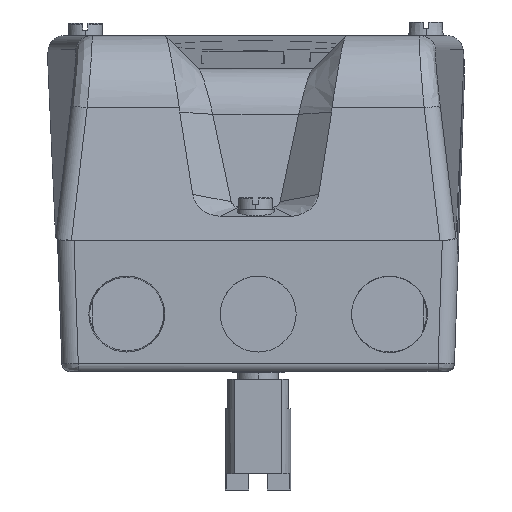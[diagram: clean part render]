
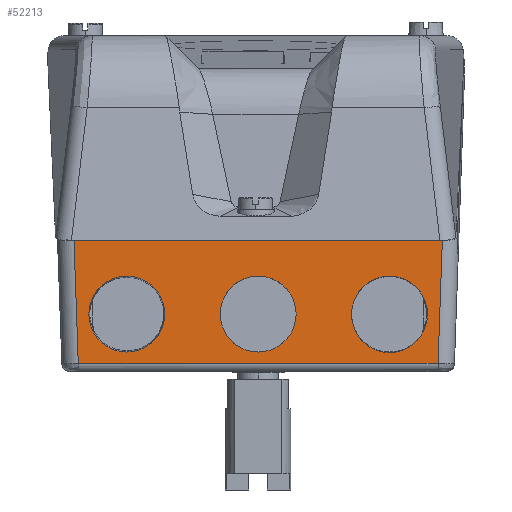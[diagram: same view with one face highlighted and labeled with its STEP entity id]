
A CAD part, front view. The second image highlights one B-rep face of the part: STEP entity #52213.
In plain terms, the highlighted planar face has unit normal (0, -1, 0).
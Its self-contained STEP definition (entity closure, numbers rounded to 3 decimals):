
#619 = EDGE_CURVE ( 'NONE', #8479, #40704, #37023, .T. ) ;
#3002 = DIRECTION ( 'NONE',  ( 0., 0., 1. ) ) ;
#3526 = B_SPLINE_CURVE_WITH_KNOTS ( 'NONE', 3,
 ( #5143, #37734, #48893, #16321 ),
 .UNSPECIFIED., .F., .F.,
 ( 4, 4 ),
 ( 0., 1. ),
 .UNSPECIFIED. ) ;
#3963 = FACE_BOUND ( 'NONE', #69863, .T. ) ;
#5143 = CARTESIAN_POINT ( 'NONE',  ( 22.75, -100., -24.861 ) ) ;
#6098 = CARTESIAN_POINT ( 'NONE',  ( 41.25, -100., -24.801 ) ) ;
#6461 = CARTESIAN_POINT ( 'NONE',  ( 41.25, -100., -24.801 ) ) ;
#6861 =( BOUNDED_CURVE ( )  B_SPLINE_CURVE ( 3, ( #14171, #68852, #9169, #47196 ),
 .UNSPECIFIED., .F., .F. ) 
 B_SPLINE_CURVE_WITH_KNOTS ( ( 4, 4 ),
 ( 4.712, 6.283 ),
 .UNSPECIFIED. ) 
 CURVE ( )  GEOMETRIC_REPRESENTATION_ITEM ( )  RATIONAL_B_SPLINE_CURVE ( ( 1., 0.805, 0.805, 1. ) ) 
 REPRESENTATION_ITEM ( '' )  );
#8479 = VERTEX_POINT ( 'NONE', #22807 ) ;
#8706 = CARTESIAN_POINT ( 'NONE',  ( 0., -100., -33.986 ) ) ;
#9169 = CARTESIAN_POINT ( 'NONE',  ( 26.581, -100., -34.113 ) ) ;
#9557 = VERTEX_POINT ( 'NONE', #60968 ) ;
#11079 = EDGE_CURVE ( 'NONE', #40704, #54327, #17920, .T. ) ;
#11701 = CARTESIAN_POINT ( 'NONE',  ( 22.75, -100., -24.801 ) ) ;
#12983 = ORIENTED_EDGE ( 'NONE', *, *, #54139, .T. ) ;
#13722 = CIRCLE ( 'NONE', #25396, 9.25 ) ;
#14171 = CARTESIAN_POINT ( 'NONE',  ( 22.75, -100., -24.861 ) ) ;
#14650 = CARTESIAN_POINT ( 'NONE',  ( 44.865, -100., -6.741 ) ) ;
#15312 = LINE ( 'NONE', #24489, #42524 ) ;
#16057 = VECTOR ( 'NONE', #51779, 1000. ) ;
#16205 = EDGE_CURVE ( 'NONE', #9557, #54001, #31250, .T. ) ;
#16321 = CARTESIAN_POINT ( 'NONE',  ( 22.75, -100., -24.801 ) ) ;
#16748 = CARTESIAN_POINT ( 'NONE',  ( 41.25, -100., -30.281 ) ) ;
#17054 = ORIENTED_EDGE ( 'NONE', *, *, #62163, .F. ) ;
#17065 = CARTESIAN_POINT ( 'NONE',  ( 41.25, -100., -24.861 ) ) ;
#17901 = DIRECTION ( 'NONE',  ( 0., -1., 0. ) ) ;
#17903 = CARTESIAN_POINT ( 'NONE',  ( 0., -100., -15.486 ) ) ;
#17920 = LINE ( 'NONE', #60741, #59655 ) ;
#18771 = EDGE_LOOP ( 'NONE', ( #21024, #27035 ) ) ;
#20068 = VERTEX_POINT ( 'NONE', #17903 ) ;
#20414 = ORIENTED_EDGE ( 'NONE', *, *, #32522, .F. ) ;
#21024 = ORIENTED_EDGE ( 'NONE', *, *, #67525, .F. ) ;
#21309 = DIRECTION ( 'NONE',  ( 0., -1., 0. ) ) ;
#21595 = VERTEX_POINT ( 'NONE', #26707 ) ;
#22807 = CARTESIAN_POINT ( 'NONE',  ( -44.865, -100., -6.741 ) ) ;
#23446 = EDGE_CURVE ( 'NONE', #54001, #9557, #51114, .T. ) ;
#23743 = CARTESIAN_POINT ( 'NONE',  ( 32., -100., -24.741 ) ) ;
#24191 = AXIS2_PLACEMENT_3D ( 'NONE', #23743, #61835, #29211 ) ;
#24308 = EDGE_LOOP ( 'NONE', ( #49349, #12983, #20414, #57934, #28921 ) ) ;
#24489 = CARTESIAN_POINT ( 'NONE',  ( -45.766, -100., 19.047 ) ) ;
#24735 = EDGE_CURVE ( 'NONE', #38097, #20068, #43318, .T. ) ;
#25174 = B_SPLINE_CURVE_WITH_KNOTS ( 'NONE', 3,
 ( #6098, #38697, #49647, #17065 ),
 .UNSPECIFIED., .F., .F.,
 ( 4, 4 ),
 ( 0., 1. ),
 .UNSPECIFIED. ) ;
#25396 = AXIS2_PLACEMENT_3D ( 'NONE', #59625, #27013, #65097 ) ;
#25477 = EDGE_LOOP ( 'NONE', ( #60937, #50064, #26929, #17054 ) ) ;
#26707 = CARTESIAN_POINT ( 'NONE',  ( 22.75, -100., -24.861 ) ) ;
#26929 = ORIENTED_EDGE ( 'NONE', *, *, #60866, .F. ) ;
#27013 = DIRECTION ( 'NONE',  ( 0., -1., 0. ) ) ;
#27035 = ORIENTED_EDGE ( 'NONE', *, *, #24735, .F. ) ;
#28289 = ORIENTED_EDGE ( 'NONE', *, *, #16205, .F. ) ;
#28397 = CARTESIAN_POINT ( 'NONE',  ( 43.817, -100., -36.741 ) ) ;
#28850 = AXIS2_PLACEMENT_3D ( 'NONE', #53876, #21309, #59336 ) ;
#28921 = ORIENTED_EDGE ( 'NONE', *, *, #61521, .F. ) ;
#29211 = DIRECTION ( 'NONE',  ( 0., 0., -1. ) ) ;
#29853 = CARTESIAN_POINT ( 'NONE',  ( -24., -100., -36.741 ) ) ;
#30094 = CARTESIAN_POINT ( 'NONE',  ( -0.25, -100., 0.259 ) ) ;
#30503 = LINE ( 'NONE', #29853, #16057 ) ;
#31205 = FACE_BOUND ( 'NONE', #18771, .T. ) ;
#31250 = CIRCLE ( 'NONE', #55464, 9.25 ) ;
#32494 = CARTESIAN_POINT ( 'NONE',  ( -32., -100., -24.736 ) ) ;
#32522 = EDGE_CURVE ( 'NONE', #38440, #48172, #47464, .T. ) ;
#32874 = FACE_OUTER_BOUND ( 'NONE', #25477, .T. ) ;
#33201 = VERTEX_POINT ( 'NONE', #36972 ) ;
#35139 =( BOUNDED_CURVE ( )  B_SPLINE_CURVE ( 3, ( #43836, #60063, #16748, #54810 ),
 .UNSPECIFIED., .F., .F. ) 
 B_SPLINE_CURVE_WITH_KNOTS ( ( 4, 4 ),
 ( 0., 1.571 ),
 .UNSPECIFIED. ) 
 CURVE ( )  GEOMETRIC_REPRESENTATION_ITEM ( )  RATIONAL_B_SPLINE_CURVE ( ( 1., 0.805, 0.805, 1. ) ) 
 REPRESENTATION_ITEM ( '' )  );
#35584 = DIRECTION ( 'NONE',  ( 0., 1., 0. ) ) ;
#36972 = CARTESIAN_POINT ( 'NONE',  ( 41.25, -100., -24.861 ) ) ;
#37023 = LINE ( 'NONE', #46791, #64279 ) ;
#37734 = CARTESIAN_POINT ( 'NONE',  ( 22.75, -100., -24.841 ) ) ;
#37981 = DIRECTION ( 'NONE',  ( 0., 0., -1. ) ) ;
#38097 = VERTEX_POINT ( 'NONE', #8706 ) ;
#38143 = EDGE_CURVE ( 'NONE', #21595, #57623, #6861, .T. ) ;
#38440 = VERTEX_POINT ( 'NONE', #6461 ) ;
#38697 = CARTESIAN_POINT ( 'NONE',  ( 41.25, -100., -24.821 ) ) ;
#38920 = ORIENTED_EDGE ( 'NONE', *, *, #23446, .F. ) ;
#39381 = AXIS2_PLACEMENT_3D ( 'NONE', #50477, #17901, #55943 ) ;
#40704 = VERTEX_POINT ( 'NONE', #14650 ) ;
#41007 = CARTESIAN_POINT ( 'NONE',  ( 32., -100., -34.113 ) ) ;
#42479 = CARTESIAN_POINT ( 'NONE',  ( -32., -100., -33.986 ) ) ;
#42524 = VECTOR ( 'NONE', #62572, 1000. ) ;
#43318 = CIRCLE ( 'NONE', #39381, 9.25 ) ;
#43836 = CARTESIAN_POINT ( 'NONE',  ( 32., -100., -34.113 ) ) ;
#44260 = EDGE_CURVE ( 'NONE', #38440, #33201, #25174, .T. ) ;
#45621 = FACE_BOUND ( 'NONE', #24308, .T. ) ;
#46791 = CARTESIAN_POINT ( 'NONE',  ( -0.25, -100., -6.741 ) ) ;
#47196 = CARTESIAN_POINT ( 'NONE',  ( 32., -100., -34.113 ) ) ;
#47464 = CIRCLE ( 'NONE', #24191, 9.25 ) ;
#47843 = CARTESIAN_POINT ( 'NONE',  ( -43.817, -100., -36.741 ) ) ;
#48172 = VERTEX_POINT ( 'NONE', #11701 ) ;
#48790 = AXIS2_PLACEMENT_3D ( 'NONE', #30094, #35584, #3002 ) ;
#48893 = CARTESIAN_POINT ( 'NONE',  ( 22.75, -100., -24.821 ) ) ;
#49349 = ORIENTED_EDGE ( 'NONE', *, *, #38143, .F. ) ;
#49647 = CARTESIAN_POINT ( 'NONE',  ( 41.25, -100., -24.841 ) ) ;
#50016 = DIRECTION ( 'NONE',  ( -0.035, 0., -0.999 ) ) ;
#50064 = ORIENTED_EDGE ( 'NONE', *, *, #619, .F. ) ;
#50477 = CARTESIAN_POINT ( 'NONE',  ( 0., -100., -24.736 ) ) ;
#50745 = VERTEX_POINT ( 'NONE', #47843 ) ;
#51114 = CIRCLE ( 'NONE', #28850, 9.25 ) ;
#51779 = DIRECTION ( 'NONE',  ( -1., 0., 0. ) ) ;
#52213 = ADVANCED_FACE ( 'NONE', ( #31205, #3963, #45621, #32874 ), #62725, .F. ) ;
#53876 = CARTESIAN_POINT ( 'NONE',  ( -32., -100., -24.736 ) ) ;
#54001 = VERTEX_POINT ( 'NONE', #42479 ) ;
#54139 = EDGE_CURVE ( 'NONE', #21595, #48172, #3526, .T. ) ;
#54327 = VERTEX_POINT ( 'NONE', #28397 ) ;
#54810 = CARTESIAN_POINT ( 'NONE',  ( 41.25, -100., -24.861 ) ) ;
#55464 = AXIS2_PLACEMENT_3D ( 'NONE', #32494, #70547, #37981 ) ;
#55943 = DIRECTION ( 'NONE',  ( 0., 0., 1. ) ) ;
#57623 = VERTEX_POINT ( 'NONE', #41007 ) ;
#57934 = ORIENTED_EDGE ( 'NONE', *, *, #44260, .T. ) ;
#59336 = DIRECTION ( 'NONE',  ( 0., 0., -1. ) ) ;
#59625 = CARTESIAN_POINT ( 'NONE',  ( 0., -100., -24.736 ) ) ;
#59655 = VECTOR ( 'NONE', #50016, 1000. ) ;
#60063 = CARTESIAN_POINT ( 'NONE',  ( 37.419, -100., -34.113 ) ) ;
#60741 = CARTESIAN_POINT ( 'NONE',  ( 44.865, -100., -6.741 ) ) ;
#60866 = EDGE_CURVE ( 'NONE', #50745, #8479, #15312, .T. ) ;
#60937 = ORIENTED_EDGE ( 'NONE', *, *, #11079, .F. ) ;
#60968 = CARTESIAN_POINT ( 'NONE',  ( -32., -100., -15.486 ) ) ;
#61521 = EDGE_CURVE ( 'NONE', #57623, #33201, #35139, .T. ) ;
#61835 = DIRECTION ( 'NONE',  ( 0., -1., 0. ) ) ;
#62163 = EDGE_CURVE ( 'NONE', #54327, #50745, #30503, .T. ) ;
#62572 = DIRECTION ( 'NONE',  ( -0.035, 0., 0.999 ) ) ;
#62725 = PLANE ( 'NONE',  #48790 ) ;
#63256 = DIRECTION ( 'NONE',  ( 1., 0., 0. ) ) ;
#64279 = VECTOR ( 'NONE', #63256, 1000. ) ;
#65097 = DIRECTION ( 'NONE',  ( 0., 0., 1. ) ) ;
#67525 = EDGE_CURVE ( 'NONE', #20068, #38097, #13722, .T. ) ;
#68852 = CARTESIAN_POINT ( 'NONE',  ( 22.75, -100., -30.281 ) ) ;
#69863 = EDGE_LOOP ( 'NONE', ( #38920, #28289 ) ) ;
#70547 = DIRECTION ( 'NONE',  ( 0., -1., 0. ) ) ;
